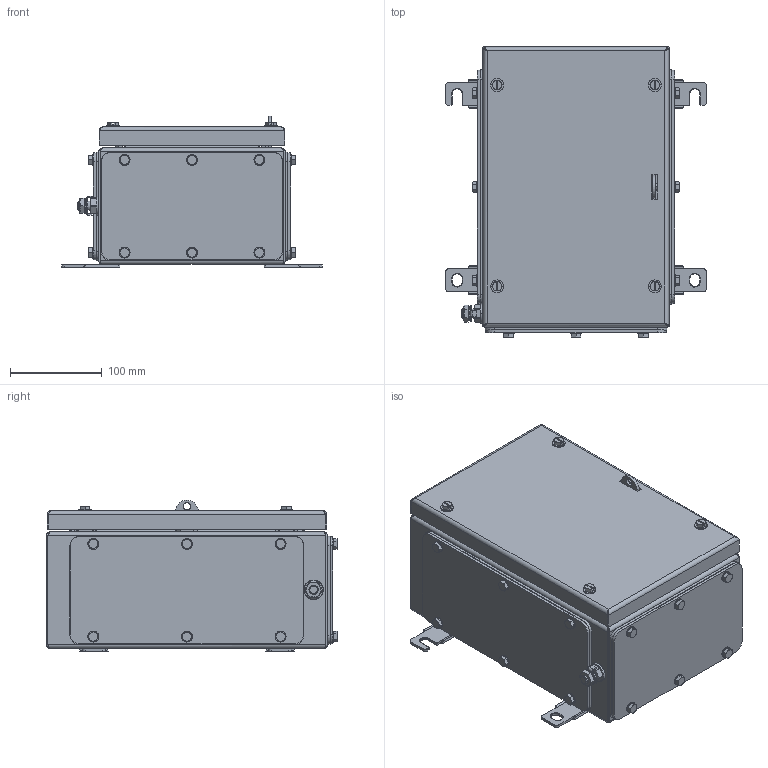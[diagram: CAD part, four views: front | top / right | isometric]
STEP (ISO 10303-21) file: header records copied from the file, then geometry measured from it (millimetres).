
FILE_DESCRIPTION(('CATIA V5 STEP Exchange','CAx-IF Rec.Pracs.--- Model Styling and Organization---1.4--- 2014-01-23'),'2;1');
FILE_NAME ('1523423-3_1_8000108833_8000108833_KTB_MH_302015_S4E3.stp','2023-05-04T13:51:04+00:00',('none'),('Weidmueller'),'CATIA Version 5-6 Release 2016 SP3 HF44','CATIA V5 STEP AP214','none');
FILE_SCHEMA(('AUTOMOTIVE_DESIGN { 1 0 10303 214 1 1 1 1 }'));
Products named in the file (1): 8000108833_KTB_MH_302015_S4E3
Bounding box: 284 x 317 x 165 mm (x, y, z)
Volume: 858331.3 mm3; surface area: 875552.5 mm2
Topology: 79 solids, 80 shells, 3592 faces, 9367 edges, 5860 vertices
Faces by surface type: cylinder 1329, plane 1011, cone 594, bspline 558, sphere 80, torus 20
Entity records: 150032 total; most frequent: CARTESIAN_POINT 72476, ORIENTED_EDGE 18354, DIRECTION 11831, EDGE_CURVE 9177, VERTEX_POINT 5860, AXIS2_PLACEMENT_3D 5254, EDGE_LOOP 3903, ADVANCED_FACE 3592
